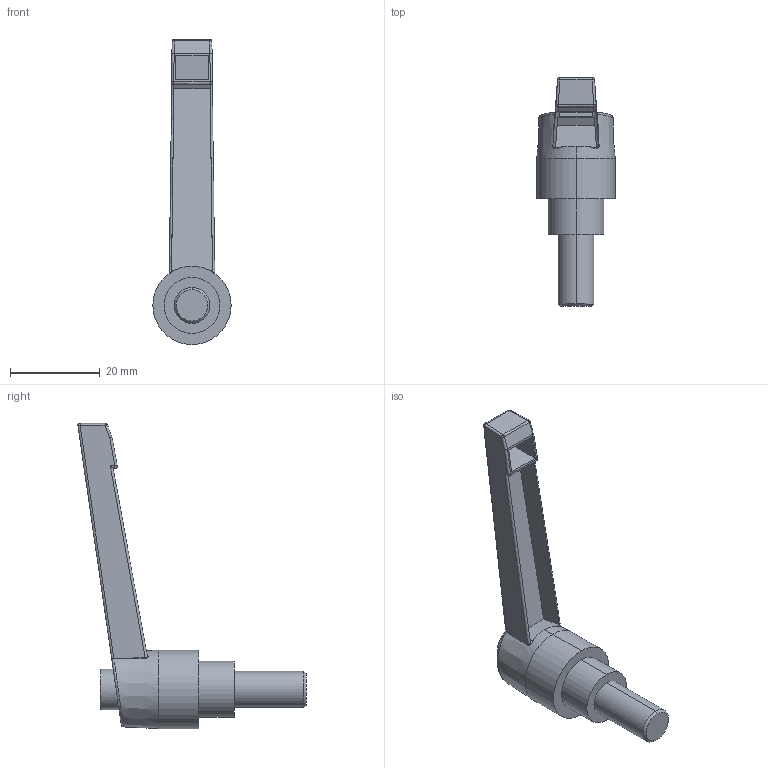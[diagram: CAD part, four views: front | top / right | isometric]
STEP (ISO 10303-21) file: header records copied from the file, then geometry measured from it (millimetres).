
FILE_DESCRIPTION (( 'STEP AP214' ), '1' );
FILE_NAME ('T03 Âèíò ñ ðóêîÿòêîé Ì8õ16.STEP', '2020-08-06T08:13:48', ( 'Windows User' ), ( '' ), 'SwSTEP 2.0', 'SolidWorks 2020', '' );
FILE_SCHEMA (( 'AUTOMOTIVE_DESIGN' ));
Length unit declared in the file: millimetre
Products named in the file (1): T03 Âèíò ñ ðóêîÿòêîé Ì8õ16
Bounding box: 17.5 x 50.93 x 68.13 mm (x, y, z)
Volume: 7609.3 mm3; surface area: 4638.5 mm2
Topology: 1 solids, 1 shells, 76 faces, 169 edges, 98 vertices
Faces by surface type: plane 32, bspline 32, cylinder 8, cone 4
Entity records: 4485 total; most frequent: CARTESIAN_POINT 3070, ORIENTED_EDGE 334, DIRECTION 178, EDGE_CURVE 167, VERTEX_POINT 98, B_SPLINE_CURVE_WITH_KNOTS 85, EDGE_LOOP 81, FACE_OUTER_BOUND 76
